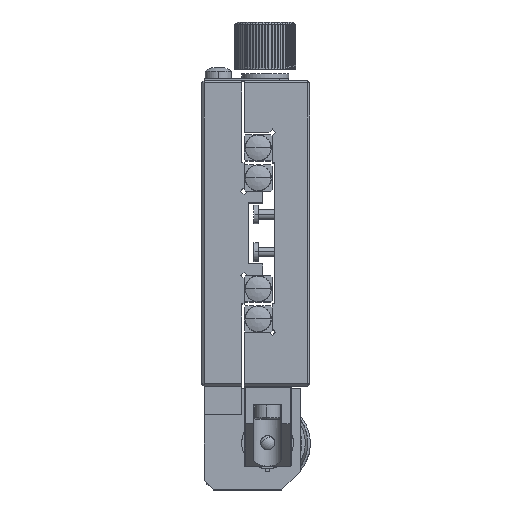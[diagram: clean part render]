
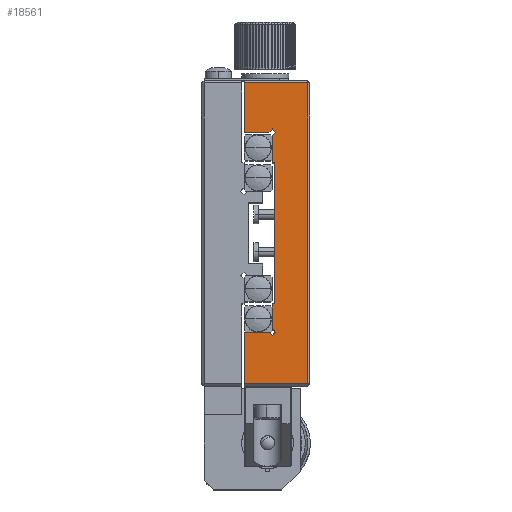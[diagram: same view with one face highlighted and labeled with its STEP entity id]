
A CAD part, top view. The second image highlights one B-rep face of the part: STEP entity #18561.
In plain terms, the highlighted planar face has unit normal (0, 0, 1).
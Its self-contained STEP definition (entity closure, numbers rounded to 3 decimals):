
#1 = DIRECTION ( 'NONE',  ( 1., 0., 0. ) ) ;
#2 = DIRECTION ( 'NONE',  ( -0.707, -0.707, 0. ) ) ;
#17 = CARTESIAN_POINT ( 'NONE',  ( -5.187, 11.859, 32.5 ) ) ;
#275 = CARTESIAN_POINT ( 'NONE',  ( -4.48, 18.359, 32.5 ) ) ;
#842 = VERTEX_POINT ( 'NONE', #15403 ) ;
#1166 = VECTOR ( 'NONE', #4997, 1000. ) ;
#1319 = ORIENTED_EDGE ( 'NONE', *, *, #3060, .F. ) ;
#1552 = ORIENTED_EDGE ( 'NONE', *, *, #27350, .T. ) ;
#1810 = DIRECTION ( 'NONE',  ( 0., 1., 0. ) ) ;
#3060 = EDGE_CURVE ( 'NONE', #4544, #9135, #26468, .T. ) ;
#3292 = VERTEX_POINT ( 'NONE', #11563 ) ;
#3374 = CARTESIAN_POINT ( 'NONE',  ( -5.187, 19.066, 32.5 ) ) ;
#3487 = CARTESIAN_POINT ( 'NONE',  ( -5.187, -23.434, 32.5 ) ) ;
#3630 = DIRECTION ( 'NONE',  ( 0., 1., 0. ) ) ;
#4178 = LINE ( 'NONE', #26505, #24951 ) ;
#4309 = ORIENTED_EDGE ( 'NONE', *, *, #16161, .F. ) ;
#4544 = VERTEX_POINT ( 'NONE', #5319 ) ;
#4754 = ORIENTED_EDGE ( 'NONE', *, *, #13517, .F. ) ;
#4762 = CARTESIAN_POINT ( 'NONE',  ( -11.187, 28.859, 32.5 ) ) ;
#4858 = VECTOR ( 'NONE', #18392, 1000. ) ;
#4859 = CARTESIAN_POINT ( 'NONE',  ( -11.187, 18.359, 32.5 ) ) ;
#4947 = LINE ( 'NONE', #18539, #30277 ) ;
#4958 = DIRECTION ( 'NONE',  ( -1., 0., 0. ) ) ;
#4997 = DIRECTION ( 'NONE',  ( 0.707, 0.707, 0. ) ) ;
#5319 = CARTESIAN_POINT ( 'NONE',  ( -5.187, -23.434, 32.5 ) ) ;
#5406 = ORIENTED_EDGE ( 'NONE', *, *, #25953, .F. ) ;
#5731 = VECTOR ( 'NONE', #21799, 1000. ) ;
#5748 = LINE ( 'NONE', #9757, #20690 ) ;
#5803 = LINE ( 'NONE', #9783, #31167 ) ;
#5850 = CARTESIAN_POINT ( 'NONE',  ( -5.894, -24.141, 32.5 ) ) ;
#6374 = CARTESIAN_POINT ( 'NONE',  ( -4.48, -24.141, 32.5 ) ) ;
#6474 = VECTOR ( 'NONE', #7571, 1000. ) ;
#6588 = CARTESIAN_POINT ( 'NONE',  ( -4.687, 11.859, 32.5 ) ) ;
#6840 = DIRECTION ( 'NONE',  ( 0.707, 0.707, 0. ) ) ;
#7071 = EDGE_CURVE ( 'NONE', #9135, #13392, #18889, .T. ) ;
#7571 = DIRECTION ( 'NONE',  ( 0., 1., 0. ) ) ;
#7718 = LINE ( 'NONE', #12148, #1166 ) ;
#7827 = ORIENTED_EDGE ( 'NONE', *, *, #28132, .T. ) ;
#7939 = CARTESIAN_POINT ( 'NONE',  ( -4.687, 11.859, 32.5 ) ) ;
#7960 = EDGE_CURVE ( 'NONE', #29372, #14179, #5803, .T. ) ;
#8690 = FACE_OUTER_BOUND ( 'NONE', #24045, .T. ) ;
#9135 = VERTEX_POINT ( 'NONE', #28200 ) ;
#9178 = VECTOR ( 'NONE', #22799, 1000. ) ;
#9488 = VERTEX_POINT ( 'NONE', #18778 ) ;
#9757 = CARTESIAN_POINT ( 'NONE',  ( -5.187, 19.066, 32.5 ) ) ;
#9783 = CARTESIAN_POINT ( 'NONE',  ( -11.187, -24.141, 32.5 ) ) ;
#9898 = ORIENTED_EDGE ( 'NONE', *, *, #17779, .T. ) ;
#9958 = VERTEX_POINT ( 'NONE', #23450 ) ;
#10606 = CARTESIAN_POINT ( 'NONE',  ( -5.187, -24.848, 32.5 ) ) ;
#10662 = VECTOR ( 'NONE', #1810, 1000. ) ;
#11473 = VERTEX_POINT ( 'NONE', #4859 ) ;
#11563 = CARTESIAN_POINT ( 'NONE',  ( 2.313, -35.141, 32.5 ) ) ;
#12148 = CARTESIAN_POINT ( 'NONE',  ( -4.48, -24.141, 32.5 ) ) ;
#12204 = EDGE_CURVE ( 'NONE', #21854, #4544, #13028, .T. ) ;
#12225 = VECTOR ( 'NONE', #3630, 1000. ) ;
#12800 = EDGE_CURVE ( 'NONE', #16348, #21185, #4178, .T. ) ;
#12830 = LINE ( 'NONE', #25674, #26328 ) ;
#12953 = LINE ( 'NONE', #3374, #22592 ) ;
#13013 = PLANE ( 'NONE',  #24182 ) ;
#13028 = LINE ( 'NONE', #3487, #9178 ) ;
#13131 = EDGE_CURVE ( 'NONE', #21185, #9488, #12953, .T. ) ;
#13170 = ORIENTED_EDGE ( 'NONE', *, *, #7071, .F. ) ;
#13392 = VERTEX_POINT ( 'NONE', #25322 ) ;
#13517 = EDGE_CURVE ( 'NONE', #16792, #24136, #4947, .T. ) ;
#13668 = CARTESIAN_POINT ( 'NONE',  ( -5.187, -18.141, 32.5 ) ) ;
#13765 = ORIENTED_EDGE ( 'NONE', *, *, #16749, .F. ) ;
#13786 = CARTESIAN_POINT ( 'NONE',  ( -11.187, -35.141, 32.5 ) ) ;
#13920 = VECTOR ( 'NONE', #25114, 1000. ) ;
#14013 = CARTESIAN_POINT ( 'NONE',  ( 2.313, 29.359, 32.5 ) ) ;
#14179 = VERTEX_POINT ( 'NONE', #18708 ) ;
#15321 = VECTOR ( 'NONE', #4958, 1000. ) ;
#15403 = CARTESIAN_POINT ( 'NONE',  ( -5.894, 18.359, 32.5 ) ) ;
#15519 = CARTESIAN_POINT ( 'NONE',  ( -5.187, 17.652, 32.5 ) ) ;
#16161 = EDGE_CURVE ( 'NONE', #9488, #842, #5748, .T. ) ;
#16348 = VERTEX_POINT ( 'NONE', #15519 ) ;
#16749 = EDGE_CURVE ( 'NONE', #9958, #16348, #18761, .T. ) ;
#16792 = VERTEX_POINT ( 'NONE', #29908 ) ;
#16900 = DIRECTION ( 'NONE',  ( -1., 0., 0. ) ) ;
#17018 = CARTESIAN_POINT ( 'NONE',  ( -11.187, 18.359, 32.5 ) ) ;
#17230 = EDGE_CURVE ( 'NONE', #11473, #28486, #25306, .T. ) ;
#17779 = EDGE_CURVE ( 'NONE', #3292, #28719, #22200, .T. ) ;
#18160 = LINE ( 'NONE', #7939, #13920 ) ;
#18392 = DIRECTION ( 'NONE',  ( 1., 0., 0. ) ) ;
#18539 = CARTESIAN_POINT ( 'NONE',  ( -5.187, -24.848, 32.5 ) ) ;
#18561 = ADVANCED_FACE ( 'NONE', ( #8690 ), #13013, .T. ) ;
#18658 = EDGE_CURVE ( 'NONE', #14179, #16792, #24828, .T. ) ;
#18708 = CARTESIAN_POINT ( 'NONE',  ( -11.187, -24.141, 32.5 ) ) ;
#18757 = ORIENTED_EDGE ( 'NONE', *, *, #20623, .F. ) ;
#18761 = LINE ( 'NONE', #24632, #6474 ) ;
#18778 = CARTESIAN_POINT ( 'NONE',  ( -5.187, 19.066, 32.5 ) ) ;
#18889 = LINE ( 'NONE', #20885, #26628 ) ;
#19456 = CARTESIAN_POINT ( 'NONE',  ( -11.187, 29.359, 32.5 ) ) ;
#19716 = DIRECTION ( 'NONE',  ( 0., 0., 1. ) ) ;
#19848 = VERTEX_POINT ( 'NONE', #6588 ) ;
#19930 = LINE ( 'NONE', #17018, #29930 ) ;
#20623 = EDGE_CURVE ( 'NONE', #13392, #19848, #18160, .T. ) ;
#20690 = VECTOR ( 'NONE', #2, 1000. ) ;
#20821 = DIRECTION ( 'NONE',  ( -1., 0., 0. ) ) ;
#20885 = CARTESIAN_POINT ( 'NONE',  ( -5.187, -18.141, 32.5 ) ) ;
#20989 = ORIENTED_EDGE ( 'NONE', *, *, #21041, .F. ) ;
#21041 = EDGE_CURVE ( 'NONE', #24136, #21854, #7718, .T. ) ;
#21185 = VERTEX_POINT ( 'NONE', #275 ) ;
#21359 = ORIENTED_EDGE ( 'NONE', *, *, #25631, .F. ) ;
#21799 = DIRECTION ( 'NONE',  ( 0., 1., 0. ) ) ;
#21854 = VERTEX_POINT ( 'NONE', #6374 ) ;
#22068 = DIRECTION ( 'NONE',  ( 1., 0., 0. ) ) ;
#22192 = CARTESIAN_POINT ( 'NONE',  ( 2.813, -35.141, 32.5 ) ) ;
#22200 = LINE ( 'NONE', #14013, #10662 ) ;
#22494 = ORIENTED_EDGE ( 'NONE', *, *, #12204, .F. ) ;
#22592 = VECTOR ( 'NONE', #27870, 1000. ) ;
#22799 = DIRECTION ( 'NONE',  ( -0.707, 0.707, 0. ) ) ;
#23450 = CARTESIAN_POINT ( 'NONE',  ( -5.187, 11.859, 32.5 ) ) ;
#23476 = ORIENTED_EDGE ( 'NONE', *, *, #18658, .F. ) ;
#23956 = ORIENTED_EDGE ( 'NONE', *, *, #13131, .F. ) ;
#24045 = EDGE_LOOP ( 'NONE', ( #28699, #1552, #9898, #7827, #25125, #5406, #4309, #23956, #29903, #13765, #21359, #18757, #13170, #1319, #22494, #20989, #4754, #23476 ) ) ;
#24136 = VERTEX_POINT ( 'NONE', #10606 ) ;
#24182 = AXIS2_PLACEMENT_3D ( 'NONE', #24750, #19716, #22068 ) ;
#24632 = CARTESIAN_POINT ( 'NONE',  ( -5.187, 17.652, 32.5 ) ) ;
#24750 = CARTESIAN_POINT ( 'NONE',  ( 2.813, 29.359, 32.5 ) ) ;
#24828 = LINE ( 'NONE', #5850, #4858 ) ;
#24951 = VECTOR ( 'NONE', #6840, 1000. ) ;
#25114 = DIRECTION ( 'NONE',  ( 0., 1., 0. ) ) ;
#25125 = ORIENTED_EDGE ( 'NONE', *, *, #17230, .F. ) ;
#25306 = LINE ( 'NONE', #19456, #5731 ) ;
#25322 = CARTESIAN_POINT ( 'NONE',  ( -4.687, -18.141, 32.5 ) ) ;
#25631 = EDGE_CURVE ( 'NONE', #19848, #9958, #31088, .T. ) ;
#25674 = CARTESIAN_POINT ( 'NONE',  ( -11.187, 28.859, 32.5 ) ) ;
#25850 = DIRECTION ( 'NONE',  ( 0.707, -0.707, 0. ) ) ;
#25953 = EDGE_CURVE ( 'NONE', #842, #11473, #19930, .T. ) ;
#26328 = VECTOR ( 'NONE', #20821, 1000. ) ;
#26375 = CARTESIAN_POINT ( 'NONE',  ( 2.313, 28.859, 32.5 ) ) ;
#26384 = LINE ( 'NONE', #22192, #31376 ) ;
#26468 = LINE ( 'NONE', #13668, #12225 ) ;
#26505 = CARTESIAN_POINT ( 'NONE',  ( -4.48, 18.359, 32.5 ) ) ;
#26628 = VECTOR ( 'NONE', #30694, 1000. ) ;
#27350 = EDGE_CURVE ( 'NONE', #29372, #3292, #26384, .T. ) ;
#27870 = DIRECTION ( 'NONE',  ( -0.707, 0.707, 0. ) ) ;
#28132 = EDGE_CURVE ( 'NONE', #28719, #28486, #12830, .T. ) ;
#28200 = CARTESIAN_POINT ( 'NONE',  ( -5.187, -18.141, 32.5 ) ) ;
#28486 = VERTEX_POINT ( 'NONE', #4762 ) ;
#28699 = ORIENTED_EDGE ( 'NONE', *, *, #7960, .F. ) ;
#28719 = VERTEX_POINT ( 'NONE', #26375 ) ;
#29227 = DIRECTION ( 'NONE',  ( 0., 1., 0. ) ) ;
#29372 = VERTEX_POINT ( 'NONE', #13786 ) ;
#29903 = ORIENTED_EDGE ( 'NONE', *, *, #12800, .F. ) ;
#29908 = CARTESIAN_POINT ( 'NONE',  ( -5.894, -24.141, 32.5 ) ) ;
#29930 = VECTOR ( 'NONE', #16900, 1000. ) ;
#30277 = VECTOR ( 'NONE', #25850, 1000. ) ;
#30694 = DIRECTION ( 'NONE',  ( 1., 0., 0. ) ) ;
#31088 = LINE ( 'NONE', #17, #15321 ) ;
#31167 = VECTOR ( 'NONE', #29227, 1000. ) ;
#31376 = VECTOR ( 'NONE', #1, 1000. ) ;
